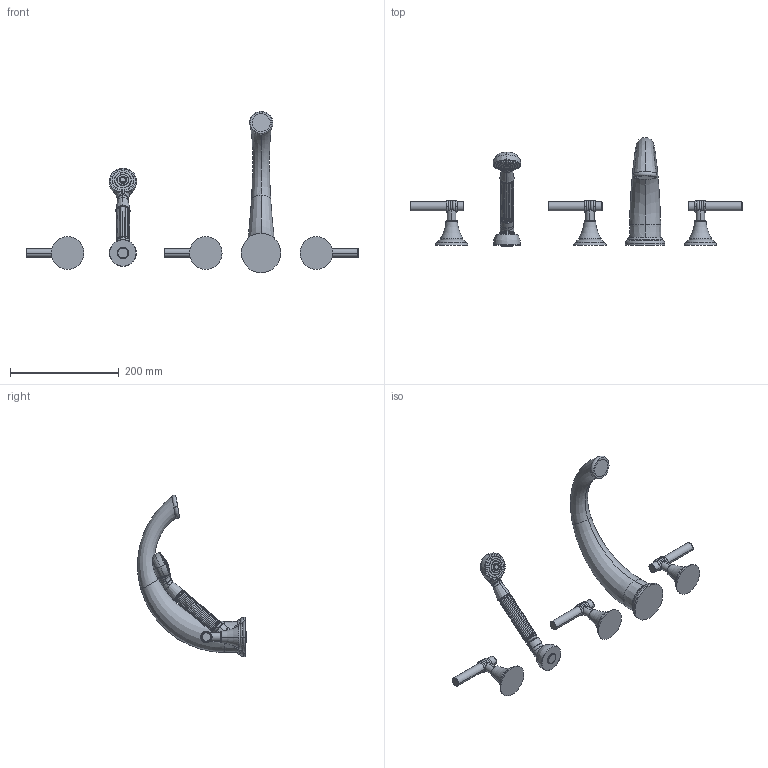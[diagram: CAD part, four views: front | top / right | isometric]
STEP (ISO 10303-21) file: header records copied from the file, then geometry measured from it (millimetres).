
FILE_DESCRIPTION((''),'2;1');
FILE_NAME('3-907_WEB','2010-10-28T',('project'),(''),'PRO/ENGINEER BY PARAMETRIC TECHNOLOGY CORPORATION, 2009300','PRO/ENGINEER BY PARAMETRIC TECHNOLOGY CORPORATION, 2009300','');
FILE_SCHEMA(('CONFIG_CONTROL_DESIGN'));
Length unit declared in the file: inch
Products named in the file (1): 3-907_WEB
Bounding box: 610.31 x 200.36 x 296.66 mm (x, y, z)
Surface area: 151372.3 mm2 (no closed solid volume)
Topology: 0 solids, 44 shells, 312 faces, 747 edges, 469 vertices
Faces by surface type: bspline 130, torus 71, cylinder 49, plane 40, cone 22
Entity records: 15754 total; most frequent: CARTESIAN_POINT 9561, ORIENTED_EDGE 1279, DIRECTION 1049, EDGE_CURVE 745, VERTEX_POINT 469, AXIS2_PLACEMENT_3D 463, B_SPLINE_CURVE_WITH_KNOTS 341, EDGE_LOOP 312
